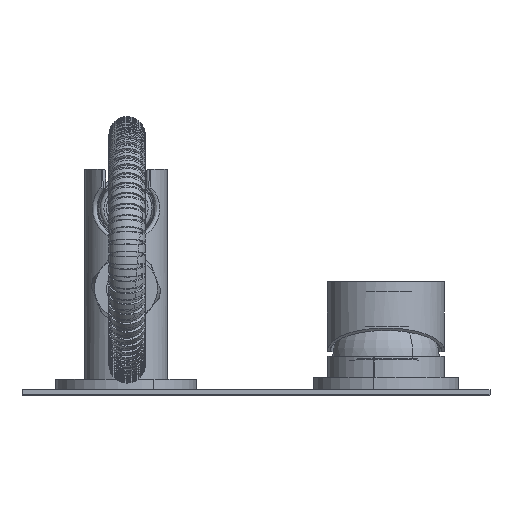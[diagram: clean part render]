
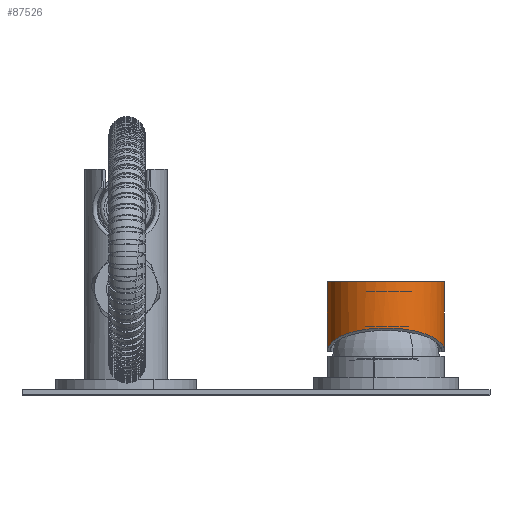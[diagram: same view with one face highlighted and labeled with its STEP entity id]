
A CAD part, top view. The second image highlights one B-rep face of the part: STEP entity #87526.
In plain terms, the highlighted cylindrical face has radius 22.5 mm (diameter 45 mm), a partial arc.
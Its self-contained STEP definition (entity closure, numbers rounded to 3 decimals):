
#7932 = DIRECTION ( 'NONE',  ( 0., 1., 0. ) ) ;
#13433 = ORIENTED_EDGE ( 'NONE', *, *, #99636, .T. ) ;
#14268 = CARTESIAN_POINT ( 'NONE',  ( 27.485, 72.463, -0.032 ) ) ;
#16525 = CARTESIAN_POINT ( 'NONE',  ( 72.485, 72.463, 0.032 ) ) ;
#23619 = DIRECTION ( 'NONE',  ( -1., 0., -0.001 ) ) ;
#24677 = CARTESIAN_POINT ( 'NONE',  ( 27.485, 72.463, -0.032 ) ) ;
#26471 = VECTOR ( 'NONE', #86999, 1000. ) ;
#29649 = EDGE_CURVE ( 'NONE', #101220, #30260, #37329, .T. ) ;
#30260 = VERTEX_POINT ( 'NONE', #60059 ) ;
#30654 = EDGE_CURVE ( 'NONE', #37576, #40969, #96425, .T. ) ;
#31457 = CARTESIAN_POINT ( 'NONE',  ( 27.422, 89.737, 44.968 ) ) ;
#34264 = CIRCLE ( 'NONE', #75932, 22.5 ) ;
#37329 = LINE ( 'NONE', #60823, #89877 ) ;
#37576 = VERTEX_POINT ( 'NONE', #14268 ) ;
#37842 = DIRECTION ( 'NONE',  ( 0., 1., 0. ) ) ;
#40969 = VERTEX_POINT ( 'NONE', #89635 ) ;
#43306 = ORIENTED_EDGE ( 'NONE', *, *, #100586, .T. ) ;
#45081 = DIRECTION ( 'NONE',  ( 1., 0., 0.001 ) ) ;
#47050 = AXIS2_PLACEMENT_3D ( 'NONE', #80032, #7932, #23619 ) ;
#55049 = CARTESIAN_POINT ( 'NONE',  ( 27.485, 99.1, -0.032 ) ) ;
#57847 = ORIENTED_EDGE ( 'NONE', *, *, #29649, .T. ) ;
#60059 = CARTESIAN_POINT ( 'NONE',  ( 72.485, 99., 0.032 ) ) ;
#60823 = CARTESIAN_POINT ( 'NONE',  ( 72.485, 99.1, 0.032 ) ) ;
#62632 =( BOUNDED_CURVE ( )  B_SPLINE_CURVE ( 3, ( #24677, #31457, #63286, #95276 ),
 .UNSPECIFIED., .F., .F. ) 
 B_SPLINE_CURVE_WITH_KNOTS ( ( 4, 4 ),
 ( 4.712, 7.854 ),
 .UNSPECIFIED. ) 
 CURVE ( )  GEOMETRIC_REPRESENTATION_ITEM ( )  RATIONAL_B_SPLINE_CURVE ( ( 1., 0.333, 0.333, 1. ) ) 
 REPRESENTATION_ITEM ( '' )  );
#63286 = CARTESIAN_POINT ( 'NONE',  ( 72.422, 89.737, 45.032 ) ) ;
#70584 = FACE_OUTER_BOUND ( 'NONE', #87322, .T. ) ;
#75932 = AXIS2_PLACEMENT_3D ( 'NONE', #83291, #92196, #45081 ) ;
#80032 = CARTESIAN_POINT ( 'NONE',  ( 49.985, 99.1, 0. ) ) ;
#80314 = ORIENTED_EDGE ( 'NONE', *, *, #30654, .F. ) ;
#83291 = CARTESIAN_POINT ( 'NONE',  ( 49.985, 99., 0. ) ) ;
#86999 = DIRECTION ( 'NONE',  ( 0., 1., 0. ) ) ;
#87322 = EDGE_LOOP ( 'NONE', ( #13433, #57847, #43306, #80314 ) ) ;
#87526 = ADVANCED_FACE ( 'NONE', ( #70584 ), #96270, .T. ) ;
#89635 = CARTESIAN_POINT ( 'NONE',  ( 27.485, 99., -0.032 ) ) ;
#89877 = VECTOR ( 'NONE', #37842, 1000. ) ;
#92196 = DIRECTION ( 'NONE',  ( 0., -1., 0. ) ) ;
#95276 = CARTESIAN_POINT ( 'NONE',  ( 72.485, 72.463, 0.032 ) ) ;
#96270 = CYLINDRICAL_SURFACE ( 'NONE', #47050, 22.5 ) ;
#96425 = LINE ( 'NONE', #55049, #26471 ) ;
#99636 = EDGE_CURVE ( 'NONE', #37576, #101220, #62632, .T. ) ;
#100586 = EDGE_CURVE ( 'NONE', #30260, #40969, #34264, .T. ) ;
#101220 = VERTEX_POINT ( 'NONE', #16525 ) ;
